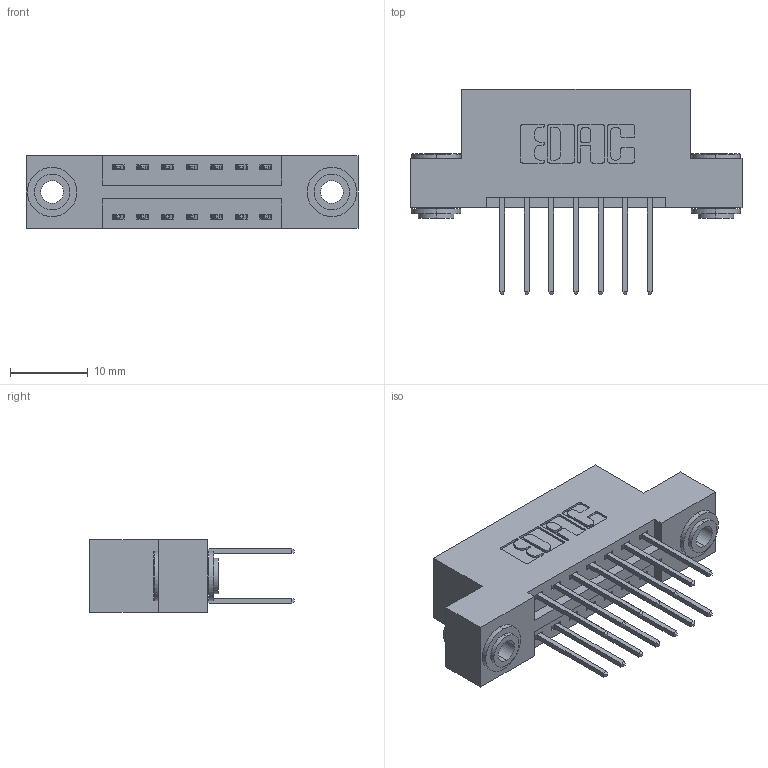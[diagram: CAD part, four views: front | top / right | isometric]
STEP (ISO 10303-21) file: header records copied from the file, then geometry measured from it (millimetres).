
FILE_DESCRIPTION (( 'STEP AP203' ), '1' );
FILE_NAME ('396-014-522-203.STEP', '2018-08-31T09:28:25', ( '' ), ( '' ), 'SwSTEP 2.0', 'SolidWorks 2016', '' );
FILE_SCHEMA (( 'CONFIG_CONTROL_DESIGN' ));
Length unit declared in the file: inch
Products named in the file (4): 396-014-522-203; 346 Part_Flush Mounting Lugs - 0.156 Dia-TH; 345-292-001_345-293-122; 345-250-002_345-250-002-102
Assembly tree (17 placements, depth 2):
  396-014-522-203
    346 Part_Flush Mounting Lugs - 0.156 Dia-TH
    345-292-001_345-293-122  x14
    345-250-002_345-250-002-102  x2
Bounding box: 42.8 x 26.42 x 9.4 mm (x, y, z)
Volume: 3956.9 mm3; surface area: 5269.3 mm2
Topology: 17 solids, 17 shells, 888 faces, 2575 edges, 1694 vertices
Faces by surface type: plane 576, cylinder 304, cone 8
Entity records: 9948 total; most frequent: CARTESIAN_POINT 1663, ORIENTED_EDGE 1590, DIRECTION 1549, EDGE_CURVE 795, VECTOR 611, LINE 611, VERTEX_POINT 526, AXIS2_PLACEMENT_3D 469
